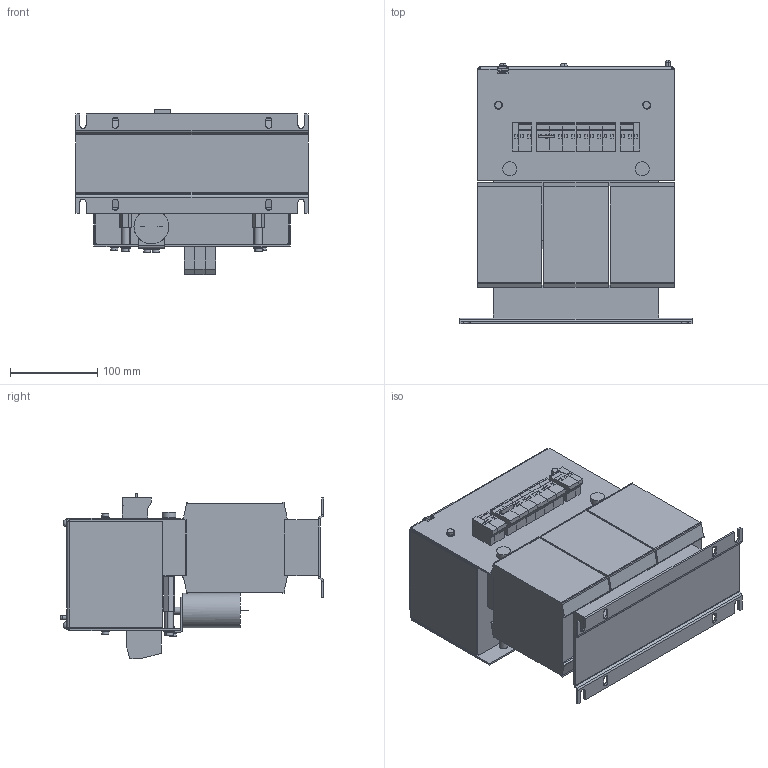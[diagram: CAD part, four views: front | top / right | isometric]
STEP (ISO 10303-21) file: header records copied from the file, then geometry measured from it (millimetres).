
FILE_DESCRIPTION (( 'STEP AP214' ), '1' );
FILE_NAME ('308734.STEP', '2020-10-15T06:11:31', ( '' ), ( '' ), 'SwSTEP 2.0', 'SolidWorks 2018', '' );
FILE_SCHEMA (( 'AUTOMOTIVE_DESIGN' ));
Length unit declared in the file: millimetre
Products named in the file (1): 308734
Bounding box: 266 x 302.3 x 189.75 mm (x, y, z)
Volume: 6875092.1 mm3; surface area: 434788.7 mm2
Topology: 1 solids, 1 shells, 1092 faces, 2730 edges, 1724 vertices
Faces by surface type: plane 832, cylinder 185, bspline 65, torus 4, cone 4, sphere 2
Entity records: 38853 total; most frequent: CARTESIAN_POINT 12976, ORIENTED_EDGE 5444, DIRECTION 5071, EDGE_CURVE 2722, LINE 2063, VECTOR 2063, VERTEX_POINT 1722, AXIS2_PLACEMENT_3D 1504
